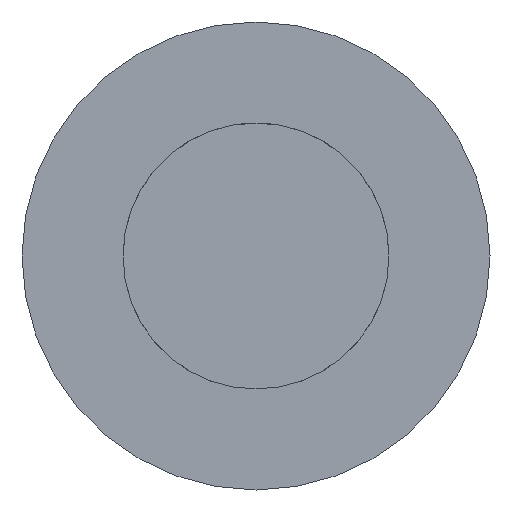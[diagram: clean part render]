
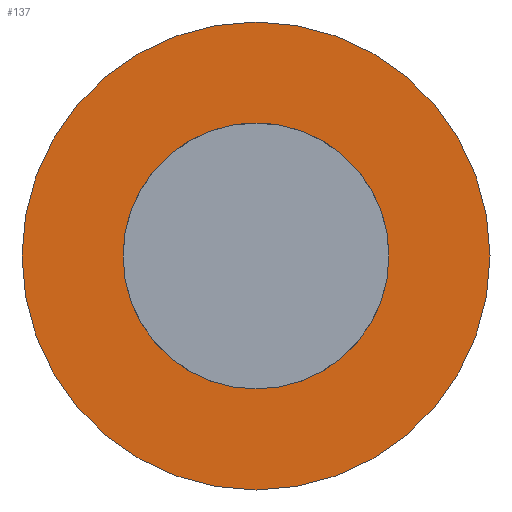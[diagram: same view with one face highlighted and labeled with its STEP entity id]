
A CAD part, front view. The second image highlights one B-rep face of the part: STEP entity #137.
In plain terms, the highlighted planar face has unit normal (0, -1, 0).
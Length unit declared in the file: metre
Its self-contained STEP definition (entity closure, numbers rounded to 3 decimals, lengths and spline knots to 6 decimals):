
#17=PLANE('',#165);
#18=CIRCLE('',#152,0.025);
#23=CIRCLE('',#163,0.044);
#53=ORIENTED_EDGE('',*,*,#69,.F.);
#54=ORIENTED_EDGE('',*,*,#67,.F.);
#55=ORIENTED_EDGE('',*,*,#71,.T.);
#56=ORIENTED_EDGE('',*,*,#62,.F.);
#57=ORIENTED_EDGE('',*,*,#73,.F.);
#62=EDGE_CURVE('',#78,#75,#18,.T.);
#67=EDGE_CURVE('',#83,#81,#91,.T.);
#69=EDGE_CURVE('',#81,#78,#92,.T.);
#71=EDGE_CURVE('',#83,#75,#93,.T.);
#73=EDGE_CURVE('',#85,#85,#23,.T.);
#75=VERTEX_POINT('',#210);
#78=VERTEX_POINT('',#222);
#81=VERTEX_POINT('',#230);
#83=VERTEX_POINT('',#234);
#85=VERTEX_POINT('',#247);
#91=LINE('',#235,#99);
#92=LINE('',#238,#100);
#93=LINE('',#241,#101);
#99=VECTOR('',#183,1.);
#100=VECTOR('',#188,1.);
#101=VECTOR('',#193,1.);
#112=EDGE_LOOP('',(#53,#54,#55,#56));
#113=EDGE_LOOP('',(#57));
#124=FACE_BOUND('',#112,.T.);
#125=FACE_BOUND('',#113,.T.);
#137=ADVANCED_FACE('',(#124,#125),#17,.F.);
#152=AXIS2_PLACEMENT_3D('',#223,#172,#173);
#163=AXIS2_PLACEMENT_3D('',#246,#200,#201);
#165=AXIS2_PLACEMENT_3D('',#249,#204,#205);
#172=DIRECTION('',(0.,-1.,0.));
#173=DIRECTION('',(0.,0.,-1.));
#183=DIRECTION('',(-1.,0.,0.));
#188=DIRECTION('',(0.,0.,1.));
#193=DIRECTION('',(0.,0.,1.));
#200=DIRECTION('',(0.,1.,0.));
#201=DIRECTION('',(0.,0.,1.));
#204=DIRECTION('',(0.,1.,0.));
#205=DIRECTION('',(-1.,0.,0.));
#210=CARTESIAN_POINT('',(0.005,0.,0.024495));
#222=CARTESIAN_POINT('',(-0.005,0.,0.024495));
#223=CARTESIAN_POINT('',(0.,0.,0.));
#230=CARTESIAN_POINT('',(-0.005,0.,0.02));
#234=CARTESIAN_POINT('',(0.005,0.,0.02));
#235=CARTESIAN_POINT('',(-0.0025,0.,0.02));
#238=CARTESIAN_POINT('',(-0.005,0.,0.022247));
#241=CARTESIAN_POINT('',(0.005,0.,0.022247));
#246=CARTESIAN_POINT('',(0.,0.,0.));
#247=CARTESIAN_POINT('',(0.,0.,0.044));
#249=CARTESIAN_POINT('',(0.,0.,0.));
